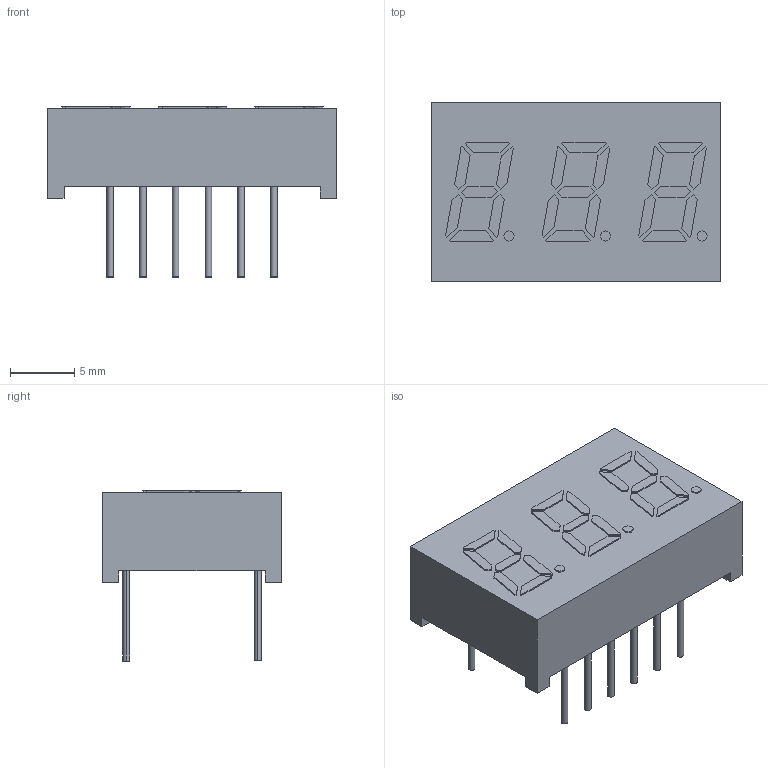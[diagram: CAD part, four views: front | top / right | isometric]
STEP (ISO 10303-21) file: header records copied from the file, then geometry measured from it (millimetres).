
FILE_DESCRIPTION (( 'STEP AP214' ), '1' );
FILE_NAME ('7seg-3.STEP', '2020-09-13T11:49:00', ( '' ), ( '' ), 'SwSTEP 2.0', 'SolidWorks 2020', '' );
FILE_SCHEMA (( 'AUTOMOTIVE_DESIGN' ));
Length unit declared in the file: millimetre
Products named in the file (38): User Library-7seg-4_7seg27; User Library-7seg-4_7seg13; User Library-7seg-4_7seg5; User Library-7seg-4_7seg4; User Library-7seg-4_7seg31; User Library-7seg-4_7seg15; User Library-7seg-4_7seg35; User Library-7seg-4_7seg14; User Library-7seg-4_7seg32; User Library-7seg-4_7seg2; User Library-7seg-4_7seg1; User Library-7seg-4_7seg36; User Library-7seg-4_7seg17; User Library-7seg-4_7seg3; User Library-7seg-4_7seg30; User Library-7seg-4_7seg24; User Library-7seg-4_7seg29; User Library-7seg-4_7seg11; User Library-7seg-4_7seg26; User Library-7seg-4_7seg33; User Library-7seg-4_7seg20; User Library-7seg-4_7seg6; 7seg-3; User Library-7seg-4_7seg21; User Library-7seg-4_7seg12; User Library-7seg-4_7seg10; User Library-7seg-4_7seg19; User Library-7seg-4_7seg37; User Library-7seg-4_7seg9; User Library-7seg-4_7seg23; User Library-7seg-4_7seg22; User Library-7seg-4_7seg18; User Library-7seg-4_7seg7; User Library-7seg-4_7seg16; User Library-7seg-4_7seg34; User Library-7seg-4_7seg28; User Library-7seg-4_7seg25; User Library-7seg-4_7seg8
Assembly tree (37 placements, depth 2):
  7seg-3
    User Library-7seg-4_7seg1
    User Library-7seg-4_7seg2
    User Library-7seg-4_7seg3
    User Library-7seg-4_7seg4
    User Library-7seg-4_7seg5
    User Library-7seg-4_7seg6
    User Library-7seg-4_7seg7
    User Library-7seg-4_7seg8
    User Library-7seg-4_7seg9
    User Library-7seg-4_7seg10
    User Library-7seg-4_7seg11
    User Library-7seg-4_7seg12
    User Library-7seg-4_7seg13
    User Library-7seg-4_7seg14
    User Library-7seg-4_7seg15
    User Library-7seg-4_7seg16
    User Library-7seg-4_7seg17
    User Library-7seg-4_7seg18
    User Library-7seg-4_7seg19
    User Library-7seg-4_7seg20
    User Library-7seg-4_7seg21
    User Library-7seg-4_7seg22
    User Library-7seg-4_7seg23
    User Library-7seg-4_7seg24
    User Library-7seg-4_7seg25
    User Library-7seg-4_7seg26
    User Library-7seg-4_7seg27
    User Library-7seg-4_7seg28
    User Library-7seg-4_7seg29
    User Library-7seg-4_7seg30
    User Library-7seg-4_7seg31
    User Library-7seg-4_7seg32
    User Library-7seg-4_7seg33
    User Library-7seg-4_7seg34
    User Library-7seg-4_7seg35
    User Library-7seg-4_7seg36
    User Library-7seg-4_7seg37
Bounding box: 22.5 x 13.97 x 13.21 mm (x, y, z)
Volume: 1944.6 mm3; surface area: 1343.9 mm2
Topology: 37 solids, 37 shells, 264 faces, 570 edges, 380 vertices
Faces by surface type: plane 240, cylinder 24
Entity records: 8756 total; most frequent: CARTESIAN_POINT 1254, DIRECTION 1226, ORIENTED_EDGE 1140, EDGE_CURVE 570, LINE 522, VECTOR 522, VERTEX_POINT 380, AXIS2_PLACEMENT_3D 352
